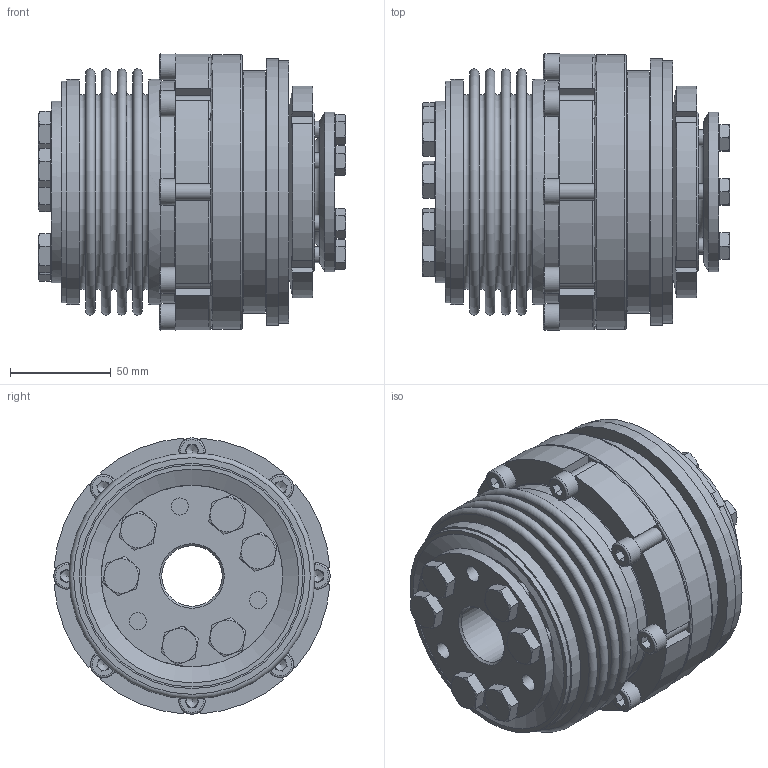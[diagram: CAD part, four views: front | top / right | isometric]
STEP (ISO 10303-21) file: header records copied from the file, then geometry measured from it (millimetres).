
FILE_DESCRIPTION( ( 'Unknown' ), '1' );
FILE_NAME( 'SKY-KS 800.stp', 'Unknown', ( 'Unknown' ), ( 'Unknown' ), 'PSStep 10.1', 'Unknown', ' ' );
FILE_SCHEMA( ( 'AUTOMOTIVE_DESIGN { 1 0 10303 214 1 1 1 1 }' ) );
Length unit declared in the file: millimetre
Products named in the file (1): kt100627
Bounding box: 152.2 x 136.98 x 136.98 mm (x, y, z)
Volume: 1059506.2 mm3; surface area: 310039.4 mm2
Topology: 1 solids, 11 shells, 726 faces, 1893 edges, 1207 vertices
Faces by surface type: plane 373, cylinder 144, cone 104, torus 89, sphere 16
Full cylindrical faces by diameter (mm): 2.5 x2, 4.2 x3, 6.8 x17, 8 x14, 8.5 x9, 8.6 x6, 10 x6, 11 x6, 11.4 x6, 13 x8, 15.5 x6, 30 x2, 37 x1, 46.5 x1, 51 x1, 55.5 x1, 67 x1, 69.8 x1, 70 x2, 78 x1, 79 x1, 80 x1, 80.1 x1, 80.3 x1, 82.8 x2, 90 x4, 97.6 x2, 110 x5, 111.6 x2, 116 x2
Entity records: 28104 total; most frequent: CARTESIAN_POINT 6404, DIRECTION 3278, ORIENTED_EDGE 3000, EDGE_CURVE 1500, AXIS2_PLACEMENT_3D 1382, EDGE_LOOP 1074, VERTEX_POINT 1046, FACE_OUTER_BOUND 878
